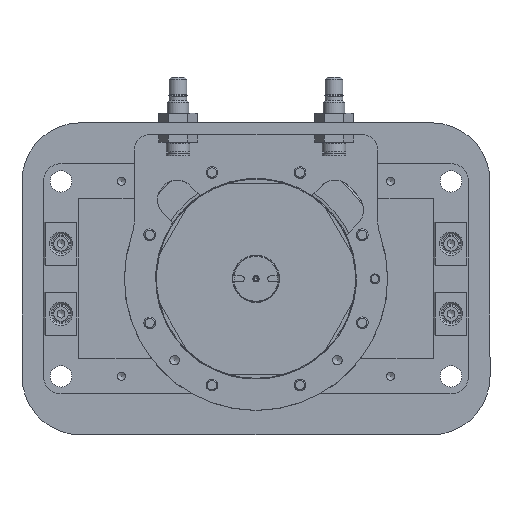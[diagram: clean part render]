
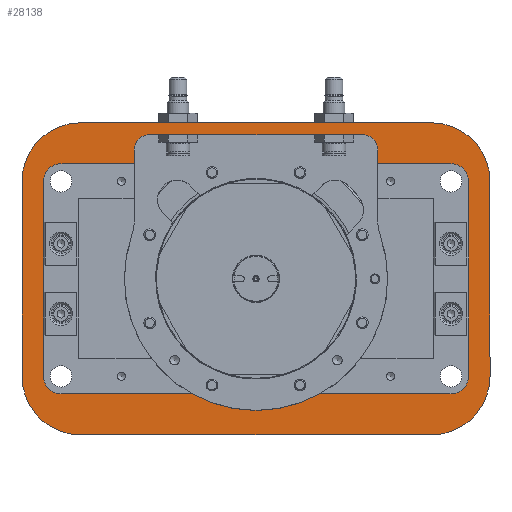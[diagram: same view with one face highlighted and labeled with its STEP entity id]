
A CAD part, front view. The second image highlights one B-rep face of the part: STEP entity #28138.
In plain terms, the highlighted face is planar.
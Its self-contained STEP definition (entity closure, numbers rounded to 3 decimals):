
#3237=FACE_BOUND('',#5822,.T.);
#3463=PLANE('',#29839);
#4262=FACE_OUTER_BOUND('',#5821,.T.);
#5821=EDGE_LOOP('',(#19922,#19923,#19924,#19925,#19926,#19927,#19928,#19929));
#5822=EDGE_LOOP('',(#19930,#19931,#19932,#19933,#19934,#19935,#19936,#19937,
#19938,#19939,#19940,#19941,#19942,#19943,#19944,#19945));
#7564=LINE('',#37022,#9978);
#7569=LINE('',#37034,#9983);
#7606=LINE('',#37174,#10020);
#7616=LINE('',#37202,#10030);
#7625=LINE('',#37237,#10039);
#7626=LINE('',#37239,#10040);
#7627=LINE('',#37241,#10041);
#7628=LINE('',#37243,#10042);
#7629=LINE('',#37247,#10043);
#7630=LINE('',#37251,#10044);
#7631=LINE('',#37252,#10045);
#7632=LINE('',#37253,#10046);
#7633=LINE('',#37254,#10047);
#9978=VECTOR('',#31412,10.);
#9983=VECTOR('',#31423,10.);
#10020=VECTOR('',#31562,10.);
#10030=VECTOR('',#31588,10.);
#10039=VECTOR('',#31625,10.);
#10040=VECTOR('',#31628,10.);
#10041=VECTOR('',#31629,10.);
#10042=VECTOR('',#31630,10.);
#10043=VECTOR('',#31633,10.);
#10044=VECTOR('',#31636,10.);
#10045=VECTOR('',#31637,10.);
#10046=VECTOR('',#31638,10.);
#10047=VECTOR('',#31639,10.);
#12388=CIRCLE('',#29764,30.);
#12397=CIRCLE('',#29778,67.5);
#12417=CIRCLE('',#29817,9.);
#12420=CIRCLE('',#29822,9.);
#12422=CIRCLE('',#29826,9.);
#12423=CIRCLE('',#29829,9.);
#12429=CIRCLE('',#29840,30.);
#12430=CIRCLE('',#29841,30.);
#12431=CIRCLE('',#29842,30.);
#12432=CIRCLE('',#29843,8.);
#12433=CIRCLE('',#29844,8.);
#12932=VERTEX_POINT('',#37015);
#12933=VERTEX_POINT('',#37017);
#12934=VERTEX_POINT('',#37021);
#12937=VERTEX_POINT('',#37031);
#12938=VERTEX_POINT('',#37033);
#12952=VERTEX_POINT('',#37066);
#12953=VERTEX_POINT('',#37068);
#12985=VERTEX_POINT('',#37162);
#12987=VERTEX_POINT('',#37165);
#12990=VERTEX_POINT('',#37173);
#12991=VERTEX_POINT('',#37177);
#12995=VERTEX_POINT('',#37189);
#12998=VERTEX_POINT('',#37194);
#13000=VERTEX_POINT('',#37200);
#13001=VERTEX_POINT('',#37204);
#13010=VERTEX_POINT('',#37232);
#13011=VERTEX_POINT('',#37234);
#13012=VERTEX_POINT('',#37236);
#13013=VERTEX_POINT('',#37240);
#13014=VERTEX_POINT('',#37242);
#13015=VERTEX_POINT('',#37244);
#13016=VERTEX_POINT('',#37246);
#13017=VERTEX_POINT('',#37248);
#13018=VERTEX_POINT('',#37250);
#15664=EDGE_CURVE('',#12932,#12933,#12388,.T.);
#15666=EDGE_CURVE('',#12934,#12933,#7564,.T.);
#15673=EDGE_CURVE('',#12938,#12937,#7569,.T.);
#15690=EDGE_CURVE('',#12953,#12952,#12397,.T.);
#15734=EDGE_CURVE('',#12987,#12985,#12417,.T.);
#15738=EDGE_CURVE('',#12990,#12987,#7606,.T.);
#15742=EDGE_CURVE('',#12991,#12990,#12420,.T.);
#15749=EDGE_CURVE('',#12995,#12998,#12422,.T.);
#15752=EDGE_CURVE('',#12998,#13000,#7616,.T.);
#15754=EDGE_CURVE('',#13000,#13001,#12423,.T.);
#15767=EDGE_CURVE('',#12938,#13010,#12429,.T.);
#15768=EDGE_CURVE('',#13011,#12937,#12430,.T.);
#15769=EDGE_CURVE('',#13011,#13012,#7625,.T.);
#15770=EDGE_CURVE('',#12934,#13012,#12431,.T.);
#15771=EDGE_CURVE('',#12932,#13010,#7626,.T.);
#15772=EDGE_CURVE('',#12985,#13013,#7627,.T.);
#15773=EDGE_CURVE('',#13013,#13014,#7628,.T.);
#15774=EDGE_CURVE('',#13015,#13014,#12432,.T.);
#15775=EDGE_CURVE('',#13015,#13016,#7629,.T.);
#15776=EDGE_CURVE('',#13017,#13016,#12433,.T.);
#15777=EDGE_CURVE('',#13017,#13018,#7630,.T.);
#15778=EDGE_CURVE('',#13018,#12995,#7631,.T.);
#15779=EDGE_CURVE('',#13001,#12953,#7632,.T.);
#15780=EDGE_CURVE('',#12952,#12991,#7633,.T.);
#19922=ORIENTED_EDGE('',*,*,#15767,.F.);
#19923=ORIENTED_EDGE('',*,*,#15673,.T.);
#19924=ORIENTED_EDGE('',*,*,#15768,.F.);
#19925=ORIENTED_EDGE('',*,*,#15769,.T.);
#19926=ORIENTED_EDGE('',*,*,#15770,.F.);
#19927=ORIENTED_EDGE('',*,*,#15666,.T.);
#19928=ORIENTED_EDGE('',*,*,#15664,.F.);
#19929=ORIENTED_EDGE('',*,*,#15771,.T.);
#19930=ORIENTED_EDGE('',*,*,#15742,.T.);
#19931=ORIENTED_EDGE('',*,*,#15738,.T.);
#19932=ORIENTED_EDGE('',*,*,#15734,.T.);
#19933=ORIENTED_EDGE('',*,*,#15772,.T.);
#19934=ORIENTED_EDGE('',*,*,#15773,.T.);
#19935=ORIENTED_EDGE('',*,*,#15774,.F.);
#19936=ORIENTED_EDGE('',*,*,#15775,.T.);
#19937=ORIENTED_EDGE('',*,*,#15776,.F.);
#19938=ORIENTED_EDGE('',*,*,#15777,.T.);
#19939=ORIENTED_EDGE('',*,*,#15778,.T.);
#19940=ORIENTED_EDGE('',*,*,#15749,.T.);
#19941=ORIENTED_EDGE('',*,*,#15752,.T.);
#19942=ORIENTED_EDGE('',*,*,#15754,.T.);
#19943=ORIENTED_EDGE('',*,*,#15779,.T.);
#19944=ORIENTED_EDGE('',*,*,#15690,.T.);
#19945=ORIENTED_EDGE('',*,*,#15780,.T.);
#28138=ADVANCED_FACE('',(#4262,#3237),#3463,.F.);
#29764=AXIS2_PLACEMENT_3D('',#37018,#31407,#31408);
#29778=AXIS2_PLACEMENT_3D('',#37069,#31452,#31453);
#29817=AXIS2_PLACEMENT_3D('',#37166,#31554,#31555);
#29822=AXIS2_PLACEMENT_3D('',#37181,#31569,#31570);
#29826=AXIS2_PLACEMENT_3D('',#37196,#31582,#31583);
#29829=AXIS2_PLACEMENT_3D('',#37207,#31592,#31593);
#29839=AXIS2_PLACEMENT_3D('',#37231,#31619,#31620);
#29840=AXIS2_PLACEMENT_3D('',#37233,#31621,#31622);
#29841=AXIS2_PLACEMENT_3D('',#37235,#31623,#31624);
#29842=AXIS2_PLACEMENT_3D('',#37238,#31626,#31627);
#29843=AXIS2_PLACEMENT_3D('',#37245,#31631,#31632);
#29844=AXIS2_PLACEMENT_3D('',#37249,#31634,#31635);
#31407=DIRECTION('center_axis',(0.,0.,1.));
#31408=DIRECTION('ref_axis',(-0.707,-0.707,0.));
#31412=DIRECTION('',(-1.,0.,0.));
#31423=DIRECTION('',(1.,0.,0.));
#31452=DIRECTION('center_axis',(0.,0.,1.));
#31453=DIRECTION('ref_axis',(-1.,0.,0.));
#31554=DIRECTION('center_axis',(0.,0.,1.));
#31555=DIRECTION('ref_axis',(1.,0.,0.));
#31562=DIRECTION('',(0.,-1.,0.));
#31569=DIRECTION('center_axis',(0.,0.,1.));
#31570=DIRECTION('ref_axis',(-1.,0.,0.));
#31582=DIRECTION('center_axis',(0.,0.,1.));
#31583=DIRECTION('ref_axis',(1.,0.,0.));
#31588=DIRECTION('',(0.,1.,0.));
#31592=DIRECTION('center_axis',(0.,0.,1.));
#31593=DIRECTION('ref_axis',(-1.,0.,0.));
#31619=DIRECTION('center_axis',(0.,0.,1.));
#31620=DIRECTION('ref_axis',(1.,0.,0.));
#31621=DIRECTION('center_axis',(0.,0.,1.));
#31622=DIRECTION('ref_axis',(-0.707,0.707,0.));
#31623=DIRECTION('center_axis',(0.,0.,1.));
#31624=DIRECTION('ref_axis',(0.707,0.707,0.));
#31625=DIRECTION('',(0.,-1.,0.));
#31626=DIRECTION('center_axis',(0.,0.,1.));
#31627=DIRECTION('ref_axis',(0.707,-0.707,0.));
#31628=DIRECTION('',(0.,1.,0.));
#31629=DIRECTION('',(1.,0.,0.));
#31630=DIRECTION('',(0.,-1.,0.));
#31631=DIRECTION('center_axis',(0.,0.,-1.));
#31632=DIRECTION('ref_axis',(-0.707,-0.707,0.));
#31633=DIRECTION('',(1.,0.,0.));
#31634=DIRECTION('center_axis',(0.,0.,-1.));
#31635=DIRECTION('ref_axis',(0.707,-0.707,0.));
#31636=DIRECTION('',(0.,1.,0.));
#31637=DIRECTION('',(1.,0.,0.));
#31638=DIRECTION('',(-1.,0.,0.));
#31639=DIRECTION('',(-1.,0.,0.));
#37015=CARTESIAN_POINT('',(-120.,-50.,0.));
#37017=CARTESIAN_POINT('',(-90.,-80.,0.));
#37018=CARTESIAN_POINT('Origin',(-90.,-50.,0.));
#37021=CARTESIAN_POINT('',(90.,-80.,0.));
#37022=CARTESIAN_POINT('',(120.,-80.,0.));
#37031=CARTESIAN_POINT('',(90.,80.,0.));
#37033=CARTESIAN_POINT('',(-90.,80.,0.));
#37034=CARTESIAN_POINT('',(-120.,80.,0.));
#37066=CARTESIAN_POINT('',(-32.791,59.,0.));
#37068=CARTESIAN_POINT('',(32.791,59.,0.));
#37069=CARTESIAN_POINT('Origin',(0.,0.,0.));
#37162=CARTESIAN_POINT('',(-100.,-59.,0.));
#37165=CARTESIAN_POINT('',(-109.,-50.,0.));
#37166=CARTESIAN_POINT('Origin',(-100.,-50.,0.));
#37173=CARTESIAN_POINT('',(-109.,50.,0.));
#37174=CARTESIAN_POINT('',(-109.,25.,0.));
#37177=CARTESIAN_POINT('',(-100.,59.,0.));
#37181=CARTESIAN_POINT('Origin',(-100.,50.,0.));
#37189=CARTESIAN_POINT('',(100.,-59.,0.));
#37194=CARTESIAN_POINT('',(109.,-50.,0.));
#37196=CARTESIAN_POINT('Origin',(100.,-50.,0.));
#37200=CARTESIAN_POINT('',(109.,50.,0.));
#37202=CARTESIAN_POINT('',(109.,-25.,0.));
#37204=CARTESIAN_POINT('',(100.,59.,0.));
#37207=CARTESIAN_POINT('Origin',(100.,50.,0.));
#37231=CARTESIAN_POINT('Origin',(0.,0.,0.));
#37232=CARTESIAN_POINT('',(-120.,50.,0.));
#37233=CARTESIAN_POINT('Origin',(-90.,50.,0.));
#37234=CARTESIAN_POINT('',(120.,50.,0.));
#37235=CARTESIAN_POINT('Origin',(90.,50.,0.));
#37236=CARTESIAN_POINT('',(120.,-50.,0.));
#37237=CARTESIAN_POINT('',(120.,80.,0.));
#37238=CARTESIAN_POINT('Origin',(90.,-50.,0.));
#37239=CARTESIAN_POINT('',(-120.,-80.,0.));
#37240=CARTESIAN_POINT('',(-62.5,-59.,0.));
#37241=CARTESIAN_POINT('',(-50.,-59.,0.));
#37242=CARTESIAN_POINT('',(-62.5,-66.,0.));
#37243=CARTESIAN_POINT('',(-62.5,-12.748,0.));
#37244=CARTESIAN_POINT('',(-54.5,-74.,0.));
#37245=CARTESIAN_POINT('Origin',(-54.5,-66.,0.));
#37246=CARTESIAN_POINT('',(54.5,-74.,0.));
#37247=CARTESIAN_POINT('',(-31.25,-74.,0.));
#37248=CARTESIAN_POINT('',(62.5,-66.,0.));
#37249=CARTESIAN_POINT('Origin',(54.5,-66.,0.));
#37250=CARTESIAN_POINT('',(62.5,-59.,0.));
#37251=CARTESIAN_POINT('',(62.5,-37.,0.));
#37252=CARTESIAN_POINT('',(-50.,-59.,0.));
#37253=CARTESIAN_POINT('',(50.,59.,0.));
#37254=CARTESIAN_POINT('',(50.,59.,0.));
